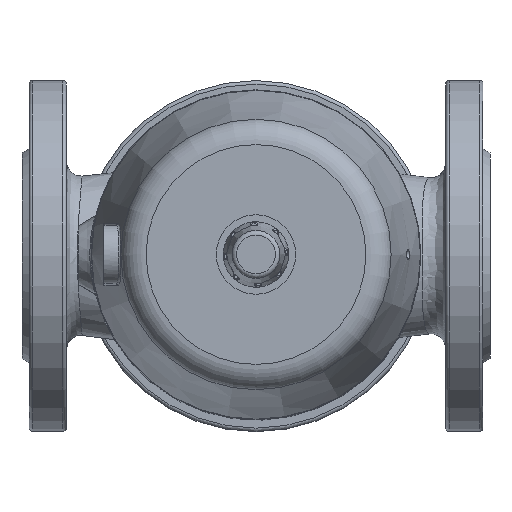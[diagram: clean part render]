
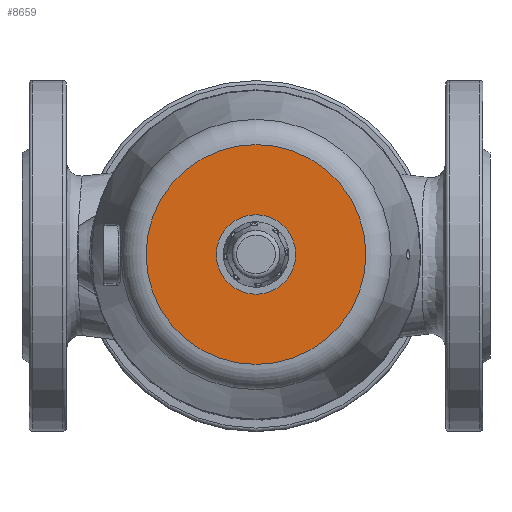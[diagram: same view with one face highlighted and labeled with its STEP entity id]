
A CAD part, top view. The second image highlights one B-rep face of the part: STEP entity #8659.
In plain terms, the highlighted planar face has unit normal (0, 0, 1).
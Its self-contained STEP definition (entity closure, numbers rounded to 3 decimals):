
#307=FACE_BOUND('',#2263,.T.);
#1575=FACE_OUTER_BOUND('',#2262,.T.);
#2262=EDGE_LOOP('',(#7344));
#2263=EDGE_LOOP('',(#7345));
#3119=CIRCLE('',#9511,46.979);
#3128=CIRCLE('',#9527,17.);
#4387=VERTEX_POINT('',#32685);
#4411=VERTEX_POINT('',#33055);
#5411=EDGE_CURVE('',#4387,#4387,#3119,.T.);
#5439=EDGE_CURVE('',#4411,#4411,#3128,.T.);
#7344=ORIENTED_EDGE('',*,*,#5411,.T.);
#7345=ORIENTED_EDGE('',*,*,#5439,.T.);
#8197=PLANE('',#9526);
#8659=ADVANCED_FACE('',(#1575,#307),#8197,.T.);
#9511=AXIS2_PLACEMENT_3D('',#32686,#11317,#11318);
#9526=AXIS2_PLACEMENT_3D('',#33054,#11354,#11355);
#9527=AXIS2_PLACEMENT_3D('',#33056,#11356,#11357);
#11317=DIRECTION('center_axis',(0.,0.,
1.));
#11318=DIRECTION('ref_axis',(-1.,0.,0.));
#11354=DIRECTION('center_axis',(0.,0.,
1.));
#11355=DIRECTION('ref_axis',(0.,-1.,0.));
#11356=DIRECTION('center_axis',(0.,0.,
-1.));
#11357=DIRECTION('ref_axis',(0.,-1.,0.));
#32685=CARTESIAN_POINT('',(-46.966,0.,324.6));
#32686=CARTESIAN_POINT('Origin',(0.013,0.,
324.6));
#33054=CARTESIAN_POINT('Origin',(-32.476,0.,
324.6));
#33055=CARTESIAN_POINT('',(0.013,-17.,324.6));
#33056=CARTESIAN_POINT('Origin',(0.013,0.,
324.6));
